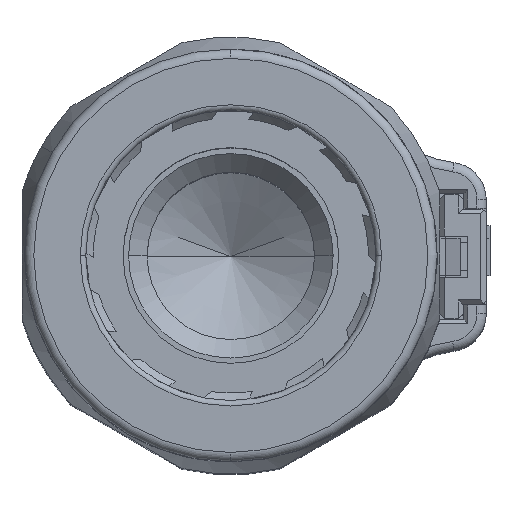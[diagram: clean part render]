
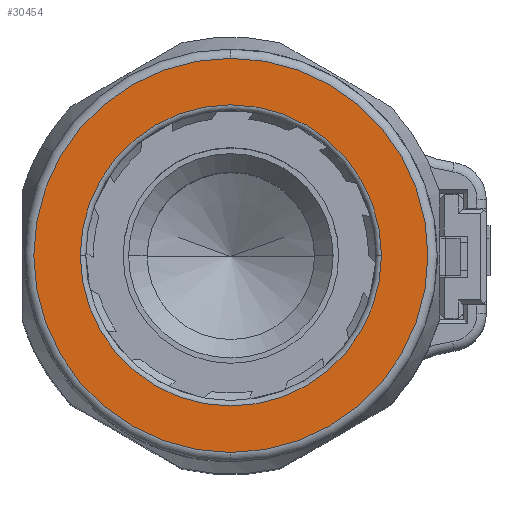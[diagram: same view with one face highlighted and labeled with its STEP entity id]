
A CAD part, top view. The second image highlights one B-rep face of the part: STEP entity #30454.
In plain terms, the highlighted planar face has unit normal (0, 0, 1).
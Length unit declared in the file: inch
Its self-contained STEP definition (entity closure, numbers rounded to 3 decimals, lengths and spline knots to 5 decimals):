
#7556=CARTESIAN_POINT('',(0.,0.,2.79921));
#7557=DIRECTION('',(0.,0.,1.));
#7558=DIRECTION('',(0.,1.,0.));
#7559=AXIS2_PLACEMENT_3D('',#7556,#7557,#7558);
#7561=CARTESIAN_POINT('',(0.,0.,2.79921));
#7562=DIRECTION('',(0.,0.,1.));
#7563=DIRECTION('',(0.,-1.,0.));
#7564=AXIS2_PLACEMENT_3D('',#7561,#7562,#7563);
#7566=CARTESIAN_POINT('',(0.,0.,2.79921));
#7567=DIRECTION('',(0.,0.,-1.));
#7568=DIRECTION('',(-1.,0.,0.));
#7569=AXIS2_PLACEMENT_3D('',#7566,#7567,#7568);
#7571=CARTESIAN_POINT('',(0.,0.,2.79921));
#7572=DIRECTION('',(0.,0.,-1.));
#7573=DIRECTION('',(1.,0.,0.));
#7574=AXIS2_PLACEMENT_3D('',#7571,#7572,#7573);
#22199=CARTESIAN_POINT('',(0.,0.41732,2.79921));
#22200=CARTESIAN_POINT('',(0.,-0.41732,2.79921));
#22201=VERTEX_POINT('',#22199);
#22202=VERTEX_POINT('',#22200);
#22209=CARTESIAN_POINT('',(-0.3189,0.,2.79921));
#22210=CARTESIAN_POINT('',(0.3189,0.,2.79921));
#22211=VERTEX_POINT('',#22209);
#22212=VERTEX_POINT('',#22210);
#30438=CARTESIAN_POINT('',(0.,0.,2.79921));
#30439=DIRECTION('',(0.,0.,-1.));
#30440=DIRECTION('',(0.,-1.,0.));
#30441=AXIS2_PLACEMENT_3D('',#30438,#30439,#30440);
#30442=PLANE('',#30441);
#30443=ORIENTED_EDGE('',*,*,#30428,.F.);
#30445=ORIENTED_EDGE('',*,*,#30444,.F.);
#30446=EDGE_LOOP('',(#30443,#30445));
#30447=FACE_OUTER_BOUND('',#30446,.F.);
#30449=ORIENTED_EDGE('',*,*,#30448,.F.);
#30451=ORIENTED_EDGE('',*,*,#30450,.F.);
#30452=EDGE_LOOP('',(#30449,#30451));
#30453=FACE_BOUND('',#30452,.F.);
#30454=ADVANCED_FACE('',(#30447,#30453),#30442,.F.);
#7560=CIRCLE('',#7559,0.41732);
#7565=CIRCLE('',#7564,0.41732);
#7570=CIRCLE('',#7569,0.3189);
#7575=CIRCLE('',#7574,0.3189);
#30428=EDGE_CURVE('',#22201,#22202,#7560,.T.);
#30444=EDGE_CURVE('',#22202,#22201,#7565,.T.);
#30448=EDGE_CURVE('',#22211,#22212,#7570,.T.);
#30450=EDGE_CURVE('',#22212,#22211,#7575,.T.);
